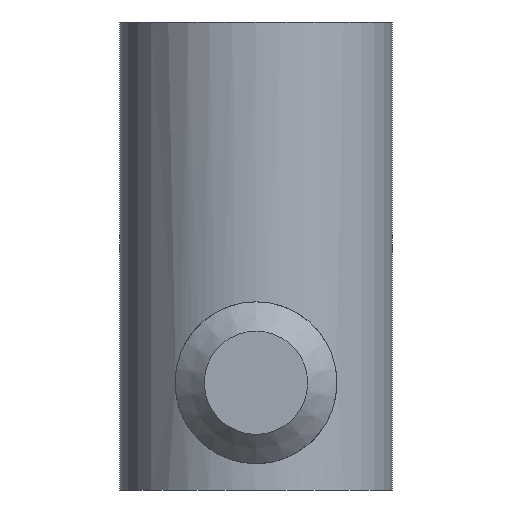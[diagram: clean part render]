
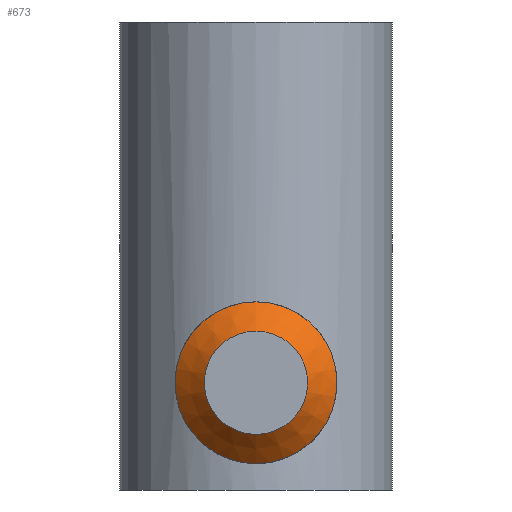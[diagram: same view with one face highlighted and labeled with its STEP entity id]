
A CAD part, left-side view. The second image highlights one B-rep face of the part: STEP entity #673.
In plain terms, the highlighted conical face has half-angle 45 degrees and reference radius 4.15 mm.
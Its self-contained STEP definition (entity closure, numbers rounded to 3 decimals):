
#315=CONICAL_SURFACE('',#637,4.15,45.);
#410=ORIENTED_EDGE('',*,*,#475,.F.);
#411=ORIENTED_EDGE('',*,*,#476,.T.);
#423=CIRCLE('',#636,4.15);
#424=CIRCLE('',#638,2.65);
#446=VERTEX_POINT('',#2065);
#447=VERTEX_POINT('',#2068);
#475=EDGE_CURVE('',#446,#446,#423,.T.);
#476=EDGE_CURVE('',#447,#447,#424,.T.);
#501=EDGE_LOOP('',(#410));
#502=EDGE_LOOP('',(#411));
#531=FACE_BOUND('',#501,.T.);
#532=FACE_BOUND('',#502,.T.);
#596=DIRECTION('',(1.,0.,0.));
#597=DIRECTION('',(0.,4.15,0.));
#598=DIRECTION('',(1.,0.,0.));
#599=DIRECTION('',(0.,1.,0.));
#600=DIRECTION('',(1.,0.,0.));
#601=DIRECTION('',(0.,2.65,0.));
#636=AXIS2_PLACEMENT_3D('',#2066,#596,#597);
#637=AXIS2_PLACEMENT_3D('',#2067,#598,#599);
#638=AXIS2_PLACEMENT_3D('',#2069,#600,#601);
#673=ADVANCED_FACE('',(#531,#532),#315,.T.);
#2065=CARTESIAN_POINT('',(-8.5,4.15,0.));
#2066=CARTESIAN_POINT('',(-8.5,0.,0.));
#2067=CARTESIAN_POINT('',(-8.5,0.,0.));
#2068=CARTESIAN_POINT('',(-10.,2.65,0.));
#2069=CARTESIAN_POINT('',(-10.,0.,0.));
